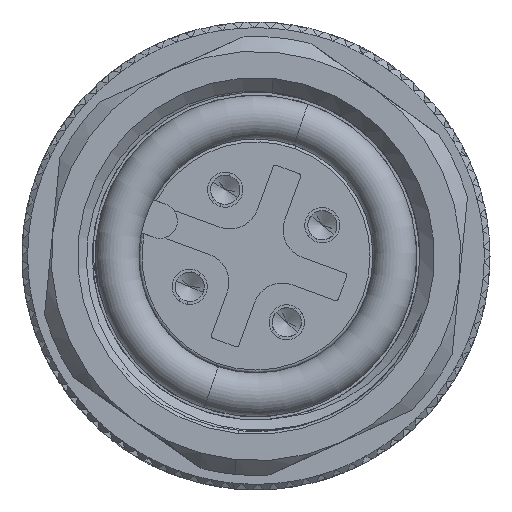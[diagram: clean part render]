
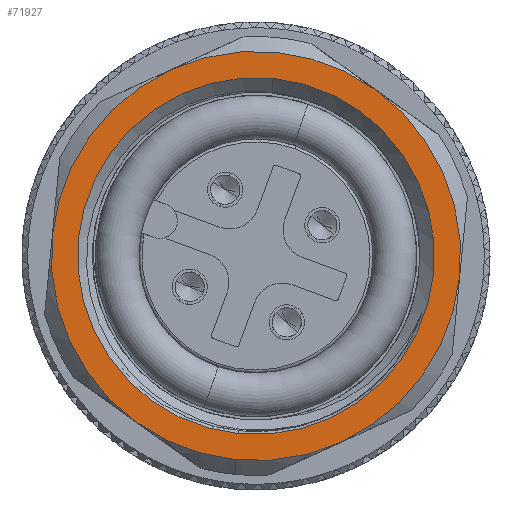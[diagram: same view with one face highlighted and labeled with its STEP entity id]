
A CAD part, left-side view. The second image highlights one B-rep face of the part: STEP entity #71927.
In plain terms, the highlighted planar face has unit normal (-1, 0, 0).
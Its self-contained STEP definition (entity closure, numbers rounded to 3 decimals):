
#926 = DIRECTION ( 'NONE',  ( -1., 0., 0. ) ) ;
#2997 = CARTESIAN_POINT ( 'NONE',  ( 0., 3.5, -6.062 ) ) ;
#3080 = DIRECTION ( 'NONE',  ( 0., 0., -1. ) ) ;
#4599 = AXIS2_PLACEMENT_3D ( 'NONE', #34311, #15315, #21222 ) ;
#5582 = ORIENTED_EDGE ( 'NONE', *, *, #23671, .T. ) ;
#6069 = EDGE_CURVE ( 'NONE', #15368, #63237, #44955, .T. ) ;
#6473 = AXIS2_PLACEMENT_3D ( 'NONE', #52868, #926, #53297 ) ;
#7639 = VERTEX_POINT ( 'NONE', #70948 ) ;
#8313 = CIRCLE ( 'NONE', #66334, 6.1 ) ;
#9758 = DIRECTION ( 'NONE',  ( 1., 0., 0. ) ) ;
#10745 = CIRCLE ( 'NONE', #51187, 7. ) ;
#11007 = CARTESIAN_POINT ( 'NONE',  ( 0., -3.5, -6.062 ) ) ;
#11601 = AXIS2_PLACEMENT_3D ( 'NONE', #17434, #49094, #56277 ) ;
#12239 = ORIENTED_EDGE ( 'NONE', *, *, #6069, .T. ) ;
#13210 = CARTESIAN_POINT ( 'NONE',  ( 0., 0., 0. ) ) ;
#15315 = DIRECTION ( 'NONE',  ( -1., 0., 0. ) ) ;
#15368 = VERTEX_POINT ( 'NONE', #61419 ) ;
#16132 = DIRECTION ( 'NONE',  ( 0., 0., -1. ) ) ;
#16484 = CARTESIAN_POINT ( 'NONE',  ( 0., 0., -6.1 ) ) ;
#16543 = ORIENTED_EDGE ( 'NONE', *, *, #53220, .T. ) ;
#17276 = EDGE_CURVE ( 'NONE', #51292, #15368, #65793, .T. ) ;
#17434 = CARTESIAN_POINT ( 'NONE',  ( 0., 0., 0. ) ) ;
#17671 = VERTEX_POINT ( 'NONE', #71340 ) ;
#21222 = DIRECTION ( 'NONE',  ( 0., 0., -1. ) ) ;
#21675 = CARTESIAN_POINT ( 'NONE',  ( 0., 5.6, 0. ) ) ;
#22971 = CARTESIAN_POINT ( 'NONE',  ( 0., 0., 0. ) ) ;
#23671 = EDGE_CURVE ( 'NONE', #7639, #51292, #24899, .T. ) ;
#24899 = CIRCLE ( 'NONE', #35650, 7. ) ;
#26788 = ORIENTED_EDGE ( 'NONE', *, *, #69091, .T. ) ;
#28730 = AXIS2_PLACEMENT_3D ( 'NONE', #37219, #63024, #16132 ) ;
#33015 = EDGE_CURVE ( 'NONE', #83457, #38630, #63969, .T. ) ;
#34311 = CARTESIAN_POINT ( 'NONE',  ( 0., 0., 0. ) ) ;
#34697 = CARTESIAN_POINT ( 'NONE',  ( 0., -3.5, 6.062 ) ) ;
#34811 = DIRECTION ( 'NONE',  ( 1., 0., 0. ) ) ;
#35650 = AXIS2_PLACEMENT_3D ( 'NONE', #70478, #57769, #52238 ) ;
#35871 = AXIS2_PLACEMENT_3D ( 'NONE', #78784, #71611, #39852 ) ;
#37219 = CARTESIAN_POINT ( 'NONE',  ( 0., 0., 0. ) ) ;
#38630 = VERTEX_POINT ( 'NONE', #38733 ) ;
#38733 = CARTESIAN_POINT ( 'NONE',  ( 0., 3.5, 6.062 ) ) ;
#39293 = ORIENTED_EDGE ( 'NONE', *, *, #61340, .T. ) ;
#39468 = CIRCLE ( 'NONE', #46209, 6.1 ) ;
#39746 = DIRECTION ( 'NONE',  ( 0., 0., -1. ) ) ;
#39852 = DIRECTION ( 'NONE',  ( 0., 0., -1. ) ) ;
#44955 = CIRCLE ( 'NONE', #28730, 7. ) ;
#45554 = ORIENTED_EDGE ( 'NONE', *, *, #71442, .T. ) ;
#46209 = AXIS2_PLACEMENT_3D ( 'NONE', #67647, #9758, #49457 ) ;
#47268 = VERTEX_POINT ( 'NONE', #16484 ) ;
#47978 = CIRCLE ( 'NONE', #11601, 7. ) ;
#48276 = VERTEX_POINT ( 'NONE', #59151 ) ;
#48720 = DIRECTION ( 'NONE',  ( 0., 0., -1. ) ) ;
#49094 = DIRECTION ( 'NONE',  ( -1., 0., 0. ) ) ;
#49457 = DIRECTION ( 'NONE',  ( 0., 0., -1. ) ) ;
#51187 = AXIS2_PLACEMENT_3D ( 'NONE', #13210, #51211, #39746 ) ;
#51211 = DIRECTION ( 'NONE',  ( -1., 0., 0. ) ) ;
#51292 = VERTEX_POINT ( 'NONE', #2997 ) ;
#52238 = DIRECTION ( 'NONE',  ( 0., 0., -1. ) ) ;
#52868 = CARTESIAN_POINT ( 'NONE',  ( 0., 0., 0. ) ) ;
#53220 = EDGE_CURVE ( 'NONE', #38630, #7639, #10745, .T. ) ;
#53297 = DIRECTION ( 'NONE',  ( 0., 0., -1. ) ) ;
#54193 = DIRECTION ( 'NONE',  ( 1., 0., 0. ) ) ;
#54891 = EDGE_LOOP ( 'NONE', ( #39293, #75953 ) ) ;
#56277 = DIRECTION ( 'NONE',  ( 0., 0., -1. ) ) ;
#57769 = DIRECTION ( 'NONE',  ( -1., 0., 0. ) ) ;
#58790 = CIRCLE ( 'NONE', #35871, 7. ) ;
#59151 = CARTESIAN_POINT ( 'NONE',  ( 0., 0., 6.1 ) ) ;
#61340 = EDGE_CURVE ( 'NONE', #48276, #47268, #8313, .T. ) ;
#61419 = CARTESIAN_POINT ( 'NONE',  ( 0., 0., -7. ) ) ;
#62926 = AXIS2_PLACEMENT_3D ( 'NONE', #21675, #54193, #3080 ) ;
#63024 = DIRECTION ( 'NONE',  ( -1., 0., 0. ) ) ;
#63237 = VERTEX_POINT ( 'NONE', #11007 ) ;
#63969 = CIRCLE ( 'NONE', #4599, 7. ) ;
#64202 = EDGE_CURVE ( 'NONE', #47268, #48276, #39468, .T. ) ;
#65646 = ORIENTED_EDGE ( 'NONE', *, *, #33015, .T. ) ;
#65793 = CIRCLE ( 'NONE', #6473, 7. ) ;
#66334 = AXIS2_PLACEMENT_3D ( 'NONE', #22971, #34811, #48720 ) ;
#67647 = CARTESIAN_POINT ( 'NONE',  ( 0., 0., 0. ) ) ;
#69091 = EDGE_CURVE ( 'NONE', #63237, #17671, #58790, .T. ) ;
#70036 = EDGE_LOOP ( 'NONE', ( #5582, #81379, #12239, #26788, #45554, #65646, #16543 ) ) ;
#70478 = CARTESIAN_POINT ( 'NONE',  ( 0., 0., 0. ) ) ;
#70948 = CARTESIAN_POINT ( 'NONE',  ( 0., 7., 0. ) ) ;
#71340 = CARTESIAN_POINT ( 'NONE',  ( 0., -7., 0. ) ) ;
#71442 = EDGE_CURVE ( 'NONE', #17671, #83457, #47978, .T. ) ;
#71611 = DIRECTION ( 'NONE',  ( -1., 0., 0. ) ) ;
#71927 = ADVANCED_FACE ( 'NONE', ( #79595, #73704 ), #79187, .F. ) ;
#73704 = FACE_OUTER_BOUND ( 'NONE', #70036, .T. ) ;
#75953 = ORIENTED_EDGE ( 'NONE', *, *, #64202, .T. ) ;
#78784 = CARTESIAN_POINT ( 'NONE',  ( 0., 0., 0. ) ) ;
#79187 = PLANE ( 'NONE',  #62926 ) ;
#79595 = FACE_BOUND ( 'NONE', #54891, .T. ) ;
#81379 = ORIENTED_EDGE ( 'NONE', *, *, #17276, .T. ) ;
#83457 = VERTEX_POINT ( 'NONE', #34697 ) ;
